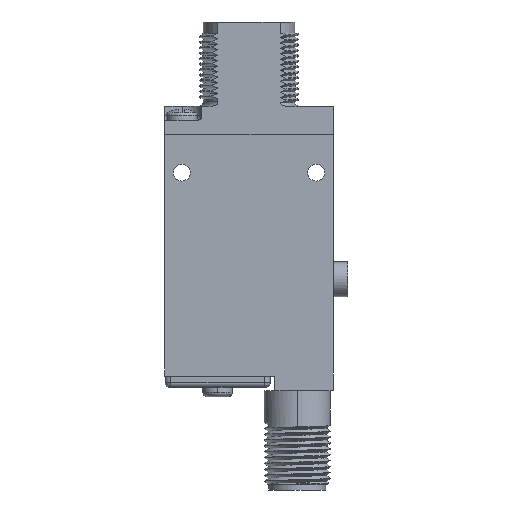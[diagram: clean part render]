
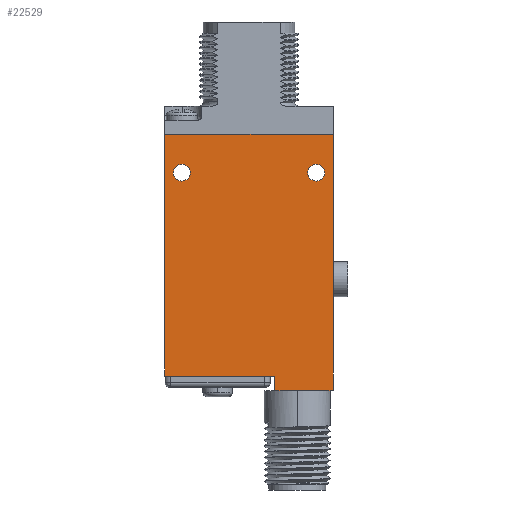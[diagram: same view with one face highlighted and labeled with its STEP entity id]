
A CAD part, left-side view. The second image highlights one B-rep face of the part: STEP entity #22529.
In plain terms, the highlighted planar face has unit normal (-1, 0, 0).
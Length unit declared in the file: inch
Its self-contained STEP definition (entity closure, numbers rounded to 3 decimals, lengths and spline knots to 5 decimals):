
#987=DIRECTION('',(0.,1.,0.));
#988=VECTOR('',#987,0.785);
#989=CARTESIAN_POINT('',(-0.236,-0.185,-1.73));
#990=LINE('',#989,#988);
#1134=DIRECTION('',(0.,0.,-1.));
#1135=VECTOR('',#1134,0.1);
#1136=CARTESIAN_POINT('',(-0.236,-0.185,-1.73));
#1137=LINE('',#1136,#1135);
#1138=DIRECTION('',(0.,1.,0.));
#1139=VECTOR('',#1138,0.005);
#1140=CARTESIAN_POINT('',(-0.236,0.6,-1.66));
#1141=LINE('',#1140,#1139);
#1142=DIRECTION('',(0.,0.,1.));
#1143=VECTOR('',#1142,1.66);
#1144=CARTESIAN_POINT('',(-0.236,0.605,-1.66));
#1145=LINE('',#1144,#1143);
#1146=DIRECTION('',(0.,-1.,0.));
#1147=VECTOR('',#1146,0.003);
#1148=CARTESIAN_POINT('',(-0.236,0.605,0.));
#1149=LINE('',#1148,#1147);
#1150=DIRECTION('',(0.,-1.,0.));
#1151=VECTOR('',#1150,1.204);
#1152=CARTESIAN_POINT('',(-0.236,0.602,0.));
#1153=LINE('',#1152,#1151);
#1154=DIRECTION('',(0.,-1.,0.));
#1155=VECTOR('',#1154,0.003);
#1156=CARTESIAN_POINT('',(-0.236,-0.602,0.));
#1157=LINE('',#1156,#1155);
#1158=DIRECTION('',(0.,0.,-1.));
#1159=VECTOR('',#1158,1.66);
#1160=CARTESIAN_POINT('',(-0.236,-0.605,0.));
#1161=LINE('',#1160,#1159);
#1162=DIRECTION('',(0.,1.,0.));
#1163=VECTOR('',#1162,0.005);
#1164=CARTESIAN_POINT('',(-0.236,-0.605,-1.66));
#1165=LINE('',#1164,#1163);
#1166=DIRECTION('',(0.,0.,-1.));
#1167=VECTOR('',#1166,0.17);
#1168=CARTESIAN_POINT('',(-0.236,-0.6,-1.66));
#1169=LINE('',#1168,#1167);
#1170=CARTESIAN_POINT('',(-0.236,0.48,-0.275));
#1171=DIRECTION('',(1.,0.,0.));
#1172=DIRECTION('',(0.,0.,-1.));
#1173=AXIS2_PLACEMENT_3D('',#1170,#1171,#1172);
#1175=CARTESIAN_POINT('',(-0.236,0.48,-0.275));
#1176=DIRECTION('',(1.,0.,0.));
#1177=DIRECTION('',(0.,0.,1.));
#1178=AXIS2_PLACEMENT_3D('',#1175,#1176,#1177);
#1180=CARTESIAN_POINT('',(-0.236,-0.48,-0.275));
#1181=DIRECTION('',(1.,0.,0.));
#1182=DIRECTION('',(0.,0.,-1.));
#1183=AXIS2_PLACEMENT_3D('',#1180,#1181,#1182);
#1185=CARTESIAN_POINT('',(-0.236,-0.48,-0.275));
#1186=DIRECTION('',(1.,0.,0.));
#1187=DIRECTION('',(0.,0.,1.));
#1188=AXIS2_PLACEMENT_3D('',#1185,#1186,#1187);
#1195=DIRECTION('',(0.,1.,0.));
#1196=VECTOR('',#1195,0.255);
#1197=CARTESIAN_POINT('',(-0.236,-0.6,-1.83));
#1198=LINE('',#1197,#1196);
#4635=DIRECTION('',(0.,0.,-1.));
#4636=VECTOR('',#4635,0.07);
#4637=CARTESIAN_POINT('',(-0.236,0.6,-1.66));
#4638=LINE('',#4637,#4636);
#9700=DIRECTION('',(0.,1.,0.));
#9701=VECTOR('',#9700,0.16);
#9702=CARTESIAN_POINT('',(-0.236,-0.345,-1.83));
#9703=LINE('',#9702,#9701);
#17915=CARTESIAN_POINT('',(-0.236,-0.605,0.));
#17916=CARTESIAN_POINT('',(-0.236,-0.605,-1.66));
#17917=VERTEX_POINT('',#17915);
#17918=VERTEX_POINT('',#17916);
#17919=CARTESIAN_POINT('',(-0.236,0.605,-1.66));
#17920=CARTESIAN_POINT('',(-0.236,0.605,0.));
#17921=VERTEX_POINT('',#17919);
#17922=VERTEX_POINT('',#17920);
#17939=CARTESIAN_POINT('',(-0.236,0.48,-0.335));
#17940=CARTESIAN_POINT('',(-0.236,0.48,-0.215));
#17941=VERTEX_POINT('',#17939);
#17942=VERTEX_POINT('',#17940);
#17943=CARTESIAN_POINT('',(-0.236,-0.48,-0.335));
#17944=CARTESIAN_POINT('',(-0.236,-0.48,-0.215));
#17945=VERTEX_POINT('',#17943);
#17946=VERTEX_POINT('',#17944);
#18605=CARTESIAN_POINT('',(-0.236,0.602,0.));
#18606=CARTESIAN_POINT('',(-0.236,-0.602,0.));
#18607=VERTEX_POINT('',#18605);
#18608=VERTEX_POINT('',#18606);
#18819=CARTESIAN_POINT('',(-0.236,0.6,-1.73));
#18821=VERTEX_POINT('',#18819);
#18886=CARTESIAN_POINT('',(-0.236,-0.6,-1.83));
#18888=VERTEX_POINT('',#18886);
#18891=CARTESIAN_POINT('',(-0.236,-0.185,-1.73));
#18892=VERTEX_POINT('',#18891);
#18893=CARTESIAN_POINT('',(-0.236,-0.185,-1.83));
#18894=VERTEX_POINT('',#18893);
#20367=CARTESIAN_POINT('',(-0.236,-0.6,-1.66));
#20369=VERTEX_POINT('',#20367);
#20371=CARTESIAN_POINT('',(-0.236,0.6,-1.66));
#20373=VERTEX_POINT('',#20371);
#20488=CARTESIAN_POINT('',(-0.236,-0.345,-1.83));
#20490=VERTEX_POINT('',#20488);
#22486=CARTESIAN_POINT('',(-0.236,-0.605,0.));
#22487=DIRECTION('',(1.,0.,0.));
#22488=DIRECTION('',(0.,0.,-1.));
#22489=AXIS2_PLACEMENT_3D('',#22486,#22487,#22488);
#22490=PLANE('',#22489);
#22492=ORIENTED_EDGE('',*,*,#22491,.T.);
#22494=ORIENTED_EDGE('',*,*,#22493,.T.);
#22495=ORIENTED_EDGE('',*,*,#22479,.F.);
#22496=ORIENTED_EDGE('',*,*,#22397,.T.);
#22498=ORIENTED_EDGE('',*,*,#22497,.F.);
#22500=ORIENTED_EDGE('',*,*,#22499,.T.);
#22502=ORIENTED_EDGE('',*,*,#22501,.T.);
#22504=ORIENTED_EDGE('',*,*,#22503,.T.);
#22506=ORIENTED_EDGE('',*,*,#22505,.T.);
#22508=ORIENTED_EDGE('',*,*,#22507,.T.);
#22510=ORIENTED_EDGE('',*,*,#22509,.T.);
#22512=ORIENTED_EDGE('',*,*,#22511,.T.);
#22514=ORIENTED_EDGE('',*,*,#22513,.T.);
#22515=EDGE_LOOP('',(#22492,#22494,#22495,#22496,#22498,#22500,#22502,#22504,
#22506,#22508,#22510,#22512,#22514));
#22516=FACE_OUTER_BOUND('',#22515,.F.);
#22518=ORIENTED_EDGE('',*,*,#22517,.F.);
#22520=ORIENTED_EDGE('',*,*,#22519,.F.);
#22521=EDGE_LOOP('',(#22518,#22520));
#22522=FACE_BOUND('',#22521,.F.);
#22524=ORIENTED_EDGE('',*,*,#22523,.F.);
#22526=ORIENTED_EDGE('',*,*,#22525,.F.);
#22527=EDGE_LOOP('',(#22524,#22526));
#22528=FACE_BOUND('',#22527,.F.);
#22529=ADVANCED_FACE('',(#22516,#22522,#22528),#22490,.F.);
#1174=CIRCLE('',#1173,0.06);
#1179=CIRCLE('',#1178,0.06);
#1184=CIRCLE('',#1183,0.06);
#1189=CIRCLE('',#1188,0.06);
#22397=EDGE_CURVE('',#18892,#18821,#990,.T.);
#22479=EDGE_CURVE('',#18892,#18894,#1137,.T.);
#22491=EDGE_CURVE('',#18888,#20490,#1198,.T.);
#22493=EDGE_CURVE('',#20490,#18894,#9703,.T.);
#22497=EDGE_CURVE('',#20373,#18821,#4638,.T.);
#22499=EDGE_CURVE('',#20373,#17921,#1141,.T.);
#22501=EDGE_CURVE('',#17921,#17922,#1145,.T.);
#22503=EDGE_CURVE('',#17922,#18607,#1149,.T.);
#22505=EDGE_CURVE('',#18607,#18608,#1153,.T.);
#22507=EDGE_CURVE('',#18608,#17917,#1157,.T.);
#22509=EDGE_CURVE('',#17917,#17918,#1161,.T.);
#22511=EDGE_CURVE('',#17918,#20369,#1165,.T.);
#22513=EDGE_CURVE('',#20369,#18888,#1169,.T.);
#22517=EDGE_CURVE('',#17941,#17942,#1174,.T.);
#22519=EDGE_CURVE('',#17942,#17941,#1179,.T.);
#22523=EDGE_CURVE('',#17945,#17946,#1184,.T.);
#22525=EDGE_CURVE('',#17946,#17945,#1189,.T.);
